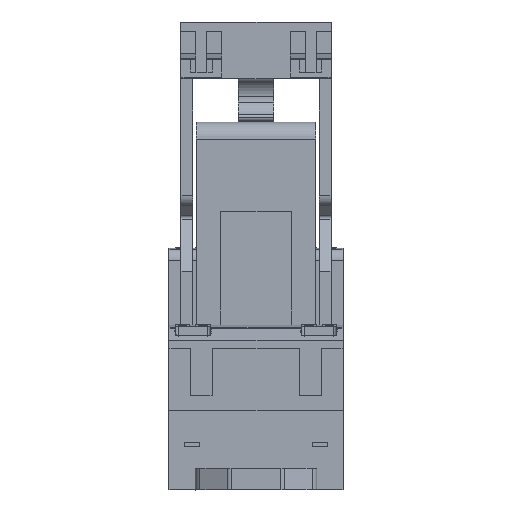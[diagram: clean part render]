
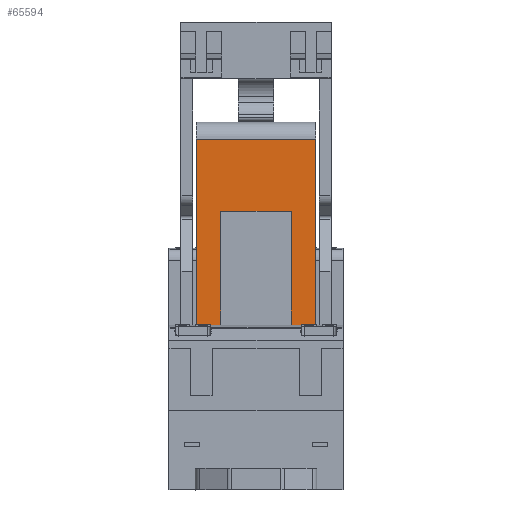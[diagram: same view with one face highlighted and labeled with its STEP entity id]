
A CAD part, front view. The second image highlights one B-rep face of the part: STEP entity #65594.
In plain terms, the highlighted planar face has unit normal (0, -1, 0).
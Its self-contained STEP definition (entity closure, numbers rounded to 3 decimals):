
#65558=AXIS2_PLACEMENT_3D('Plane Axis2P3D',#65555,#65556,#65557) ;
#65555=CARTESIAN_POINT('Axis2P3D Location',(25.805,31.495,29.6)) ;
#65560=CARTESIAN_POINT('Line Origine',(25.805,31.495,45.357)) ;
#65564=CARTESIAN_POINT('Vertex',(25.805,31.495,61.713)) ;
#65566=CARTESIAN_POINT('Vertex',(25.805,31.495,29.)) ;
#65569=CARTESIAN_POINT('Line Origine',(15.3,31.495,61.713)) ;
#65573=CARTESIAN_POINT('Vertex',(4.795,31.495,61.713)) ;
#65576=CARTESIAN_POINT('Line Origine',(4.795,31.495,45.357)) ;
#65580=CARTESIAN_POINT('Vertex',(4.795,31.495,29.)) ;
#65583=CARTESIAN_POINT('Line Origine',(15.3,31.495,29.)) ;
#65556=DIRECTION('Axis2P3D Direction',(0.,1.,0.)) ;
#65557=DIRECTION('Axis2P3D XDirection',(-1.,0.,0.)) ;
#65561=DIRECTION('Vector Direction',(0.,0.,-1.)) ;
#65570=DIRECTION('Vector Direction',(-1.,0.,0.)) ;
#65577=DIRECTION('Vector Direction',(0.,0.,-1.)) ;
#65584=DIRECTION('Vector Direction',(-1.,0.,0.)) ;
#65562=VECTOR('Line Direction',#65561,1.) ;
#65571=VECTOR('Line Direction',#65570,1.) ;
#65578=VECTOR('Line Direction',#65577,1.) ;
#65585=VECTOR('Line Direction',#65584,1.) ;
#65589=ORIENTED_EDGE('',*,*,#65568,.F.) ;
#65590=ORIENTED_EDGE('',*,*,#65575,.T.) ;
#65591=ORIENTED_EDGE('',*,*,#65582,.T.) ;
#65592=ORIENTED_EDGE('',*,*,#65587,.F.) ;
#65594=ADVANCED_FACE('RELAIS',(#65593),#65559,.F.) ;
#65568=EDGE_CURVE('',#65565,#65567,#65563,.T.) ;
#65575=EDGE_CURVE('',#65565,#65574,#65572,.T.) ;
#65582=EDGE_CURVE('',#65574,#65581,#65579,.T.) ;
#65587=EDGE_CURVE('',#65567,#65581,#65586,.T.) ;
#65588=EDGE_LOOP('',(#65589,#65590,#65591,#65592)) ;
#65593=FACE_OUTER_BOUND('',#65588,.T.) ;
#65563=LINE('Line',#65560,#65562) ;
#65572=LINE('Line',#65569,#65571) ;
#65579=LINE('Line',#65576,#65578) ;
#65586=LINE('Line',#65583,#65585) ;
#65559=PLANE('',#65558) ;
#65565=VERTEX_POINT('',#65564) ;
#65567=VERTEX_POINT('',#65566) ;
#65574=VERTEX_POINT('',#65573) ;
#65581=VERTEX_POINT('',#65580) ;
